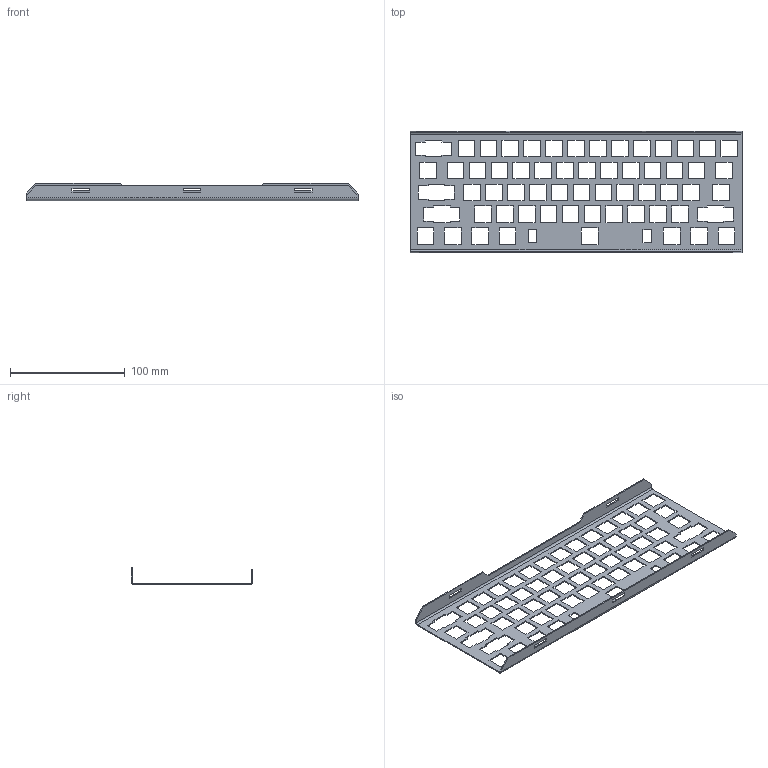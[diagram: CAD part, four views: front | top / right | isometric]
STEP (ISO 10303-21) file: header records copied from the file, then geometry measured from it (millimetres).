
FILE_DESCRIPTION(/* description */ (''),/* implementation_level */ '2;1');
FILE_NAME(/* name */ 'Plate_test.step',/* time_stamp */ '2022-11-13T00:10:37-05:00',/* author */ (''),/* organization */ (''),/* preprocessor_version */ 'ST-DEVELOPER v19.2',/* originating_system */ 'Autodesk Translation Framework v11.17.0.187',/* authorisation */ '');
FILE_SCHEMA (('AUTOMOTIVE_DESIGN { 1 0 10303 214 3 1 1 }'));
Length unit declared in the file: millimetre
Products named in the file (1): FusionComponent
Bounding box: 288.75 x 105.44 x 15 mm (x, y, z)
Volume: 20664 mm3; surface area: 49540.1 mm2
Topology: 1 solids, 1 shells, 334 faces, 980 edges, 648 vertices
Faces by surface type: plane 330, cylinder 4
Entity records: 11149 total; most frequent: CARTESIAN_POINT 1963, ORIENTED_EDGE 1960, DIRECTION 1658, EDGE_CURVE 980, LINE 972, VECTOR 972, VERTEX_POINT 648, EDGE_LOOP 470
